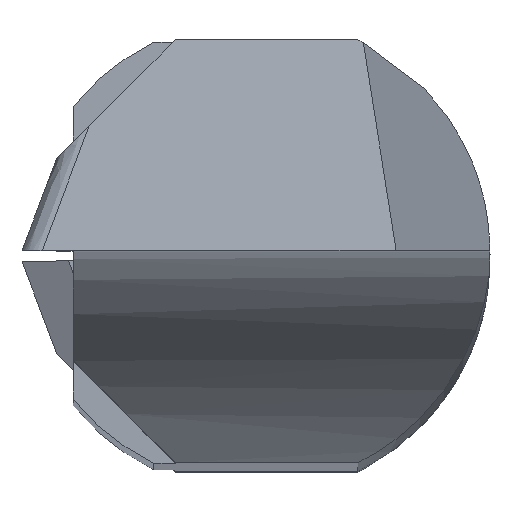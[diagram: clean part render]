
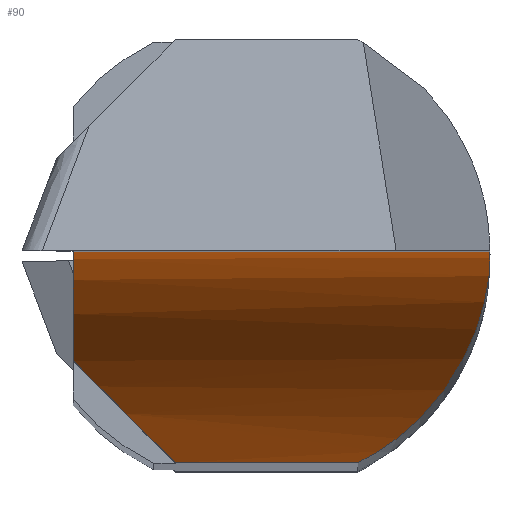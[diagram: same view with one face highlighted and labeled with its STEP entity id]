
A CAD part, top view. The second image highlights one B-rep face of the part: STEP entity #90.
In plain terms, the highlighted cylindrical face has radius 5 mm (diameter 10 mm), a partial arc.
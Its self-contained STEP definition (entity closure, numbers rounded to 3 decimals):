
#90=ADVANCED_FACE('',(#133),#113,.F.);
#113=CYLINDRICAL_SURFACE('',#851,5.);
#133=FACE_OUTER_BOUND('',#170,.T.);
#170=EDGE_LOOP('',(#302,#303,#304,#305,#306));
#194=CIRCLE('',#848,5.);
#201=ELLIPSE('',#850,7.071,5.);
#302=ORIENTED_EDGE('',*,*,#530,.F.);
#303=ORIENTED_EDGE('',*,*,#531,.T.);
#304=ORIENTED_EDGE('',*,*,#532,.F.);
#305=ORIENTED_EDGE('',*,*,#533,.F.);
#306=ORIENTED_EDGE('',*,*,#529,.F.);
#435=VERTEX_POINT('',#1243);
#448=VERTEX_POINT('',#1269);
#449=VERTEX_POINT('',#1273);
#450=VERTEX_POINT('',#1275);
#451=VERTEX_POINT('',#1282);
#529=EDGE_CURVE('',#448,#435,#194,.T.);
#530=EDGE_CURVE('',#449,#448,#201,.T.);
#531=EDGE_CURVE('',#449,#450,#666,.T.);
#532=EDGE_CURVE('',#451,#450,#579,.T.);
#533=EDGE_CURVE('',#435,#451,#667,.T.);
#579=B_SPLINE_CURVE_WITH_KNOTS('',3,(#1276,#1277,#1278,#1279,#1280,#1281),
 .UNSPECIFIED.,.F.,.F.,(4,2,4),(0.,0.5,1.),.UNSPECIFIED.);
#666=LINE('',#1274,#751);
#667=LINE('',#1283,#752);
#751=VECTOR('',#992,1.);
#752=VECTOR('',#993,1.);
#848=AXIS2_PLACEMENT_3D('',#1270,#986,#987);
#850=AXIS2_PLACEMENT_3D('',#1272,#990,#991);
#851=AXIS2_PLACEMENT_3D('',#1284,#994,#995);
#986=DIRECTION('',(1.,0.,0.));
#987=DIRECTION('',(0.,0.768,-0.641));
#990=DIRECTION('',(0.707,0.707,0.));
#991=DIRECTION('',(0.707,-0.707,0.));
#992=DIRECTION('',(1.,0.,0.));
#993=DIRECTION('',(1.,0.,0.));
#994=DIRECTION('',(1.,0.,0.));
#995=DIRECTION('',(0.,1.,0.));
#1243=CARTESIAN_POINT('',(-1.95,0.,26.676));
#1269=CARTESIAN_POINT('',(-1.95,-1.161,23.472));
#1270=CARTESIAN_POINT('',(-1.95,-5.,26.676));
#1272=CARTESIAN_POINT('',(1.889,-5.,26.676));
#1273=CARTESIAN_POINT('',(-0.861,-2.25,22.5));
#1274=CARTESIAN_POINT('',(-0.861,-2.25,22.5));
#1275=CARTESIAN_POINT('',(1.09,-2.25,22.5));
#1276=CARTESIAN_POINT('',(2.5,0.,26.676));
#1277=CARTESIAN_POINT('',(2.5,0.,25.772));
#1278=CARTESIAN_POINT('',(2.532,-0.25,24.881));
#1279=CARTESIAN_POINT('',(2.266,-1.156,23.358));
#1280=CARTESIAN_POINT('',(1.877,-1.869,22.751));
#1281=CARTESIAN_POINT('',(1.09,-2.25,22.5));
#1282=CARTESIAN_POINT('',(2.5,0.,26.676));
#1283=CARTESIAN_POINT('',(-1.95,0.,26.676));
#1284=CARTESIAN_POINT('',(-3.006,-5.,26.676));
